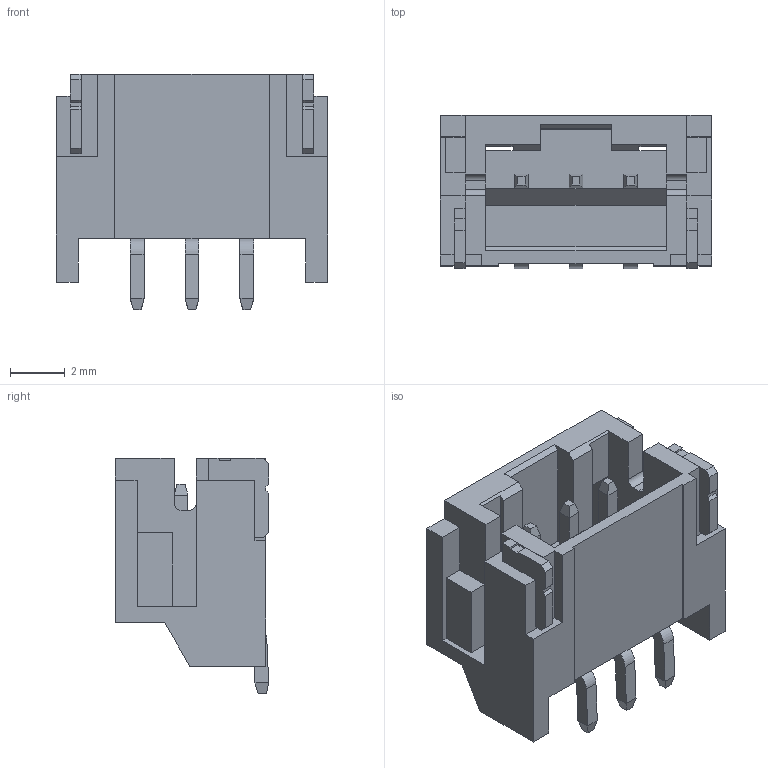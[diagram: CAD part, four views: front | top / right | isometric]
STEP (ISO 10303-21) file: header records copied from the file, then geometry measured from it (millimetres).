
FILE_DESCRIPTION(('CAx-IF Rec.Pracs.---Model Styling and Organization---1.5---2016-08-15','CAx-IF Rec.Pracs.---Geometric and Assembly Validation Properties---4.4---2016-08-17','CAx-IF Rec.Pracs.---User Defined Attributes---1.5---2016-08-15','CAx-IF Rec.Pracs.---External References---2.1---2005-01-19'),'2;1');
FILE_NAME('281112.step','2026-01-16T11:59:12',('Unspecified'),('Unspecified'),'CAD Exchanger 3.10.2 (cadexchanger.com)','Unspecified','');
FILE_SCHEMA(('AUTOMOTIVE_DESIGN { 1 0 10303 214 1 1 1 1 }'));
Length unit declared in the file: millimetre
Products named in the file (1): S3B-PH-SM4-TB(LF)(SN)
Bounding box: 9.9 x 5.6 x 8.6 mm (x, y, z)
Volume: 188.6 mm3; surface area: 560.9 mm2
Topology: 6 solids, 6 shells, 187 faces, 511 edges, 332 vertices
Faces by surface type: plane 174, cylinder 13
Entity records: 6428 total; most frequent: CARTESIAN_POINT 1031, ORIENTED_EDGE 1022, DIRECTION 913, EDGE_CURVE 511, LINE 485, VECTOR 485, VERTEX_POINT 332, AXIS2_PLACEMENT_3D 214
